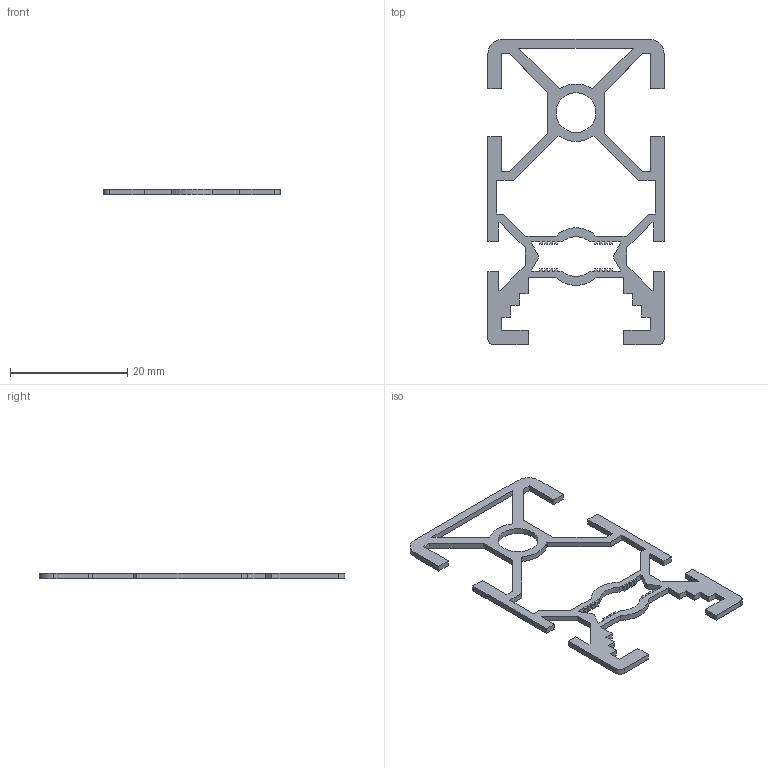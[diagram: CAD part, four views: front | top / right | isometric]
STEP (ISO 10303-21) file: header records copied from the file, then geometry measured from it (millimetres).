
FILE_DESCRIPTION((''),'2;1');
FILE_NAME('SP180_extern.ipt.step','2007-09-10T15:09:20',(''),(''),'Autodesk Inventor 11','Autodesk Inventor 11','');
FILE_SCHEMA(('AUTOMOTIVE_DESIGN { 1 0 10303 214 1 1 1 1 }'));
Length unit declared in the file: millimetre
Products named in the file (1): SP180_extern
Bounding box: 30 x 52 x 1 mm (x, y, z)
Volume: 461.8 mm3; surface area: 1437.4 mm2
Topology: 1 solids, 1 shells, 173 faces, 514 edges, 343 vertices
Faces by surface type: plane 123, bspline 42, cylinder 8
Entity records: 5762 total; most frequent: CARTESIAN_POINT 1196, ORIENTED_EDGE 1024, DIRECTION 798, EDGE_CURVE 512, VECTOR 490, LINE 490, VERTEX_POINT 342, EDGE_LOOP 182
